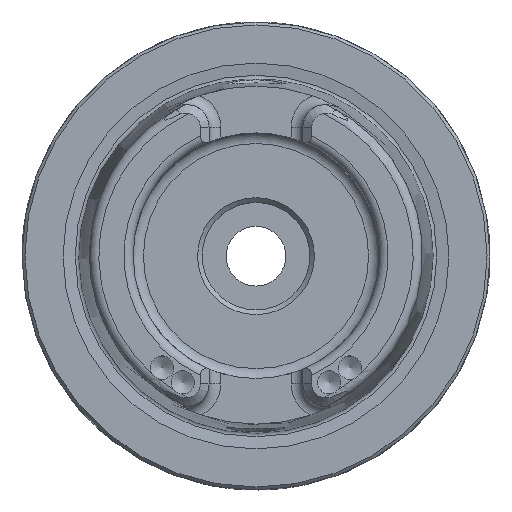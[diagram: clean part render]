
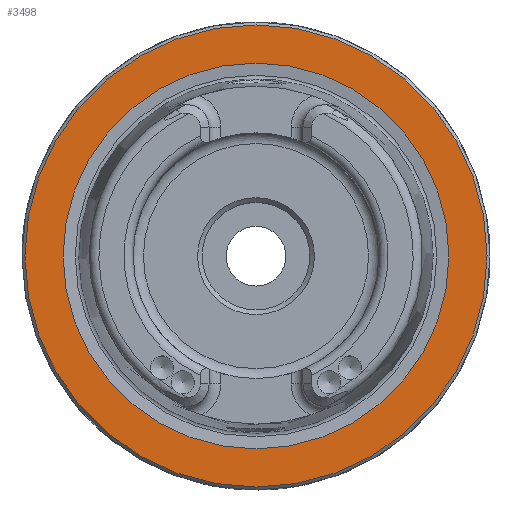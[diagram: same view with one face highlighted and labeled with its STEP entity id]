
A CAD part, top view. The second image highlights one B-rep face of the part: STEP entity #3498.
In plain terms, the highlighted planar face has unit normal (0, 0, 1).
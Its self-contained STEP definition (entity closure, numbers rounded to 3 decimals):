
#832=ORIENTED_EDGE('',*,*,#1330,.T.);
#833=ORIENTED_EDGE('',*,*,#1328,.F.);
#1328=EDGE_CURVE('',#1582,#1582,#1713,.T.);
#1330=EDGE_CURVE('',#1584,#1584,#1715,.T.);
#1582=VERTEX_POINT('',#5597);
#1584=VERTEX_POINT('',#5602);
#1713=CIRCLE('',#3749,32.981);
#1715=CIRCLE('',#3752,39.5);
#1885=EDGE_LOOP('',(#832));
#1886=EDGE_LOOP('',(#833));
#2122=FACE_BOUND('',#1885,.T.);
#2123=FACE_BOUND('',#1886,.T.);
#2280=PLANE('',#3751);
#3498=ADVANCED_FACE('',(#2122,#2123),#2280,.T.);
#3749=AXIS2_PLACEMENT_3D('',#5596,#4323,#4324);
#3751=AXIS2_PLACEMENT_3D('',#5600,#4327,#4328);
#3752=AXIS2_PLACEMENT_3D('',#5601,#4329,#4330);
#4323=DIRECTION('',(0.,0.,1.));
#4324=DIRECTION('',(1.,0.,0.));
#4327=DIRECTION('',(0.,0.,1.));
#4328=DIRECTION('',(1.,0.,0.));
#4329=DIRECTION('',(0.,0.,1.));
#4330=DIRECTION('',(1.,0.,0.));
#5596=CARTESIAN_POINT('',(0.,0.,0.));
#5597=CARTESIAN_POINT('',(32.981,0.,0.));
#5600=CARTESIAN_POINT('',(39.5,0.,0.));
#5601=CARTESIAN_POINT('',(0.,0.,0.));
#5602=CARTESIAN_POINT('',(39.5,0.,0.));
